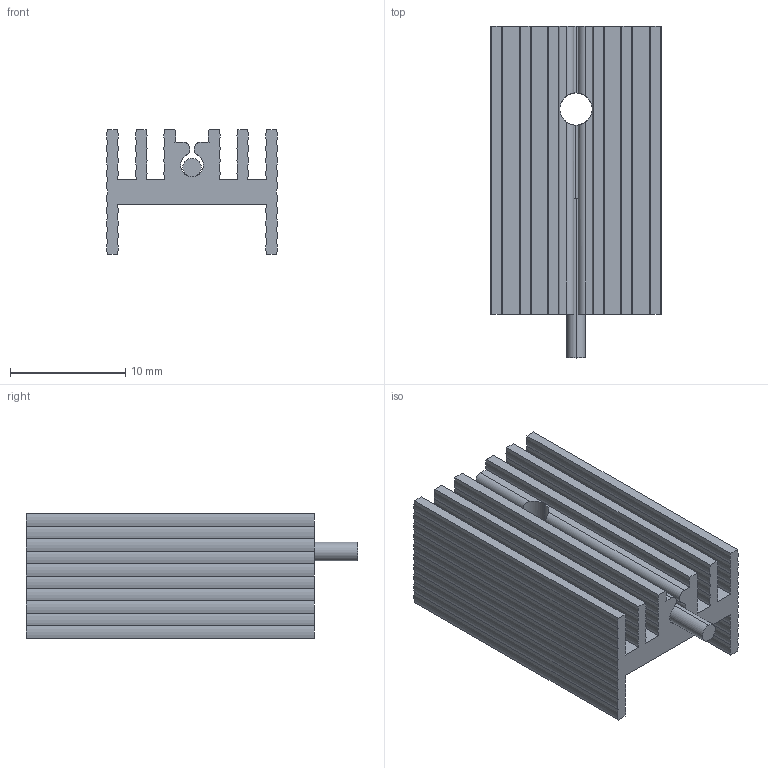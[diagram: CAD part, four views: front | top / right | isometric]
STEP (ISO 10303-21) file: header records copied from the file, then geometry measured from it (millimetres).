
FILE_DESCRIPTION (( 'STEP AP214' ), '1' );
FILE_NAME ('5782AACB-56EE-4271-AE2B-7B67F5FFEBF8.STEP', '2009-02-26T13:02:15', ( 'SysAdmin' ), ( 'SolidWorks' ), 'SwSTEP 2.0', 'SolidWorks 2009', '' );
FILE_SCHEMA (( 'AUTOMOTIVE_DESIGN' ));
Length unit declared in the file: millimetre
Products named in the file (1): 5782AACB-56EE-4271-AE2B-7B67F5FFEBF8
Bounding box: 14.8 x 28.8 x 10.8 mm (x, y, z)
Volume: 1764 mm3; surface area: 2828.5 mm2
Topology: 2 solids, 2 shells, 93 faces, 270 edges, 180 vertices
Faces by surface type: cylinder 74, plane 19
Entity records: 4216 total; most frequent: CARTESIAN_POINT 648, DIRECTION 592, ORIENTED_EDGE 540, EDGE_CURVE 270, AXIS2_PLACEMENT_3D 236, VERTEX_POINT 180, CIRCLE 142, VECTOR 120
